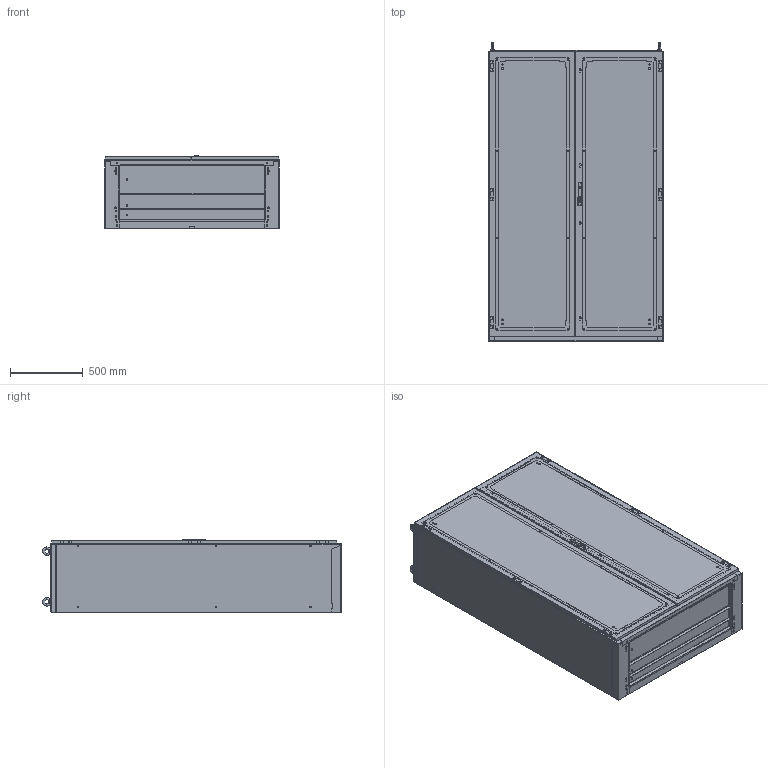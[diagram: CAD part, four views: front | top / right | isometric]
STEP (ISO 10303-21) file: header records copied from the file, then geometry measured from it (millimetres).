
FILE_DESCRIPTION (( 'STEP AP214' ), '1' );
FILE_NAME ('0390-1220-50-07.step', '2022-07-28T11:09:14', ( '' ), ( '' ), 'SwSTEP 2.0', 'SolidWorks 2019', '' );
FILE_SCHEMA (( 'AUTOMOTIVE_DESIGN' ));
Length unit declared in the file: millimetre
Products named in the file (7): Korpus_ss_1220-50; TuerLP_s_0395-1220-01-97; Dachplatte_ss_0390-1200-50-07; Tuer2_s_0395-1220-05-97; TuerGG_s_0395-1220-02-97; 0390-1220-50-07; Bodenplattensatz_s_0396-1200-50-03
Assembly tree (6 placements, depth 3):
  0390-1220-50-07
    Korpus_ss_1220-50
    Tuer2_s_0395-1220-05-97
      TuerGG_s_0395-1220-02-97
      TuerLP_s_0395-1220-01-97
    Dachplatte_ss_0390-1200-50-07
    Bodenplattensatz_s_0396-1200-50-03
Bounding box: 1200 x 2057.99 x 507.5 mm (x, y, z)
Volume: 17922788 mm3; surface area: 19951649.5 mm2
Topology: 45 solids, 45 shells, 5180 faces, 13706 edges, 9062 vertices
Faces by surface type: plane 2680, cylinder 2288, cone 174, torus 24, bspline 14
Entity records: 199464 total; most frequent: CARTESIAN_POINT 30211, DIRECTION 28551, ORIENTED_EDGE 27412, EDGE_CURVE 13706, AXIS2_PLACEMENT_3D 10006, VERTEX_POINT 9062, LINE 8539, VECTOR 8539
